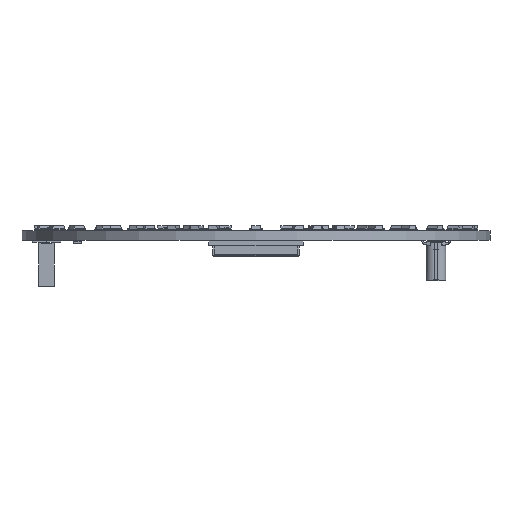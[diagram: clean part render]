
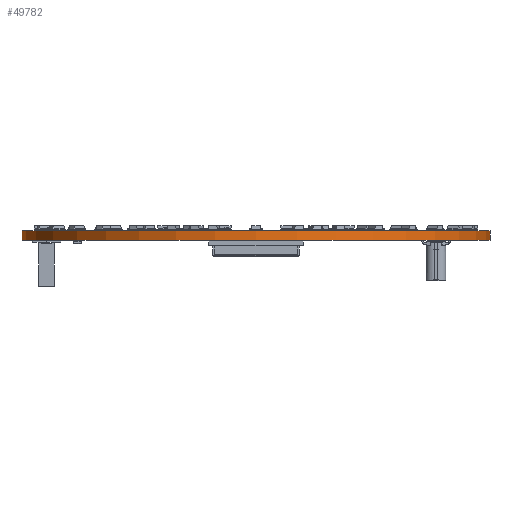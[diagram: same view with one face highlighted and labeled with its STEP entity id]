
A CAD part, left-side view. The second image highlights one B-rep face of the part: STEP entity #49782.
In plain terms, the highlighted cylindrical face has radius 38 mm (diameter 76 mm), a full revolution.
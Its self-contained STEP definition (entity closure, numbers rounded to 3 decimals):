
#49782 = ADVANCED_FACE('',(#49783),#49810,.T.);
#49783 = FACE_BOUND('',#49784,.F.);
#49784 = EDGE_LOOP('',(#49785,#49795,#49802,#49803));
#49785 = ORIENTED_EDGE('',*,*,#49786,.T.);
#49786 = EDGE_CURVE('',#49787,#49789,#49791,.T.);
#49787 = VERTEX_POINT('',#49788);
#49788 = CARTESIAN_POINT('',(38.,0.,0.));
#49789 = VERTEX_POINT('',#49790);
#49790 = CARTESIAN_POINT('',(38.,0.,1.6));
#49791 = LINE('',#49792,#49793);
#49792 = CARTESIAN_POINT('',(38.,0.,0.));
#49793 = VECTOR('',#49794,1.);
#49794 = DIRECTION('',(0.,0.,1.));
#49795 = ORIENTED_EDGE('',*,*,#49796,.T.);
#49796 = EDGE_CURVE('',#49789,#49789,#49797,.T.);
#49797 = CIRCLE('',#49798,38.);
#49798 = AXIS2_PLACEMENT_3D('',#49799,#49800,#49801);
#49799 = CARTESIAN_POINT('',(0.,0.,1.6));
#49800 = DIRECTION('',(0.,0.,1.));
#49801 = DIRECTION('',(1.,0.,-0.));
#49802 = ORIENTED_EDGE('',*,*,#49786,.F.);
#49803 = ORIENTED_EDGE('',*,*,#49804,.F.);
#49804 = EDGE_CURVE('',#49787,#49787,#49805,.T.);
#49805 = CIRCLE('',#49806,38.);
#49806 = AXIS2_PLACEMENT_3D('',#49807,#49808,#49809);
#49807 = CARTESIAN_POINT('',(0.,-0.,0.));
#49808 = DIRECTION('',(0.,0.,1.));
#49809 = DIRECTION('',(1.,0.,-0.));
#49810 = CYLINDRICAL_SURFACE('',#49811,38.);
#49811 = AXIS2_PLACEMENT_3D('',#49812,#49813,#49814);
#49812 = CARTESIAN_POINT('',(0.,-0.,0.));
#49813 = DIRECTION('',(-0.,-0.,-1.));
#49814 = DIRECTION('',(1.,0.,-0.));
